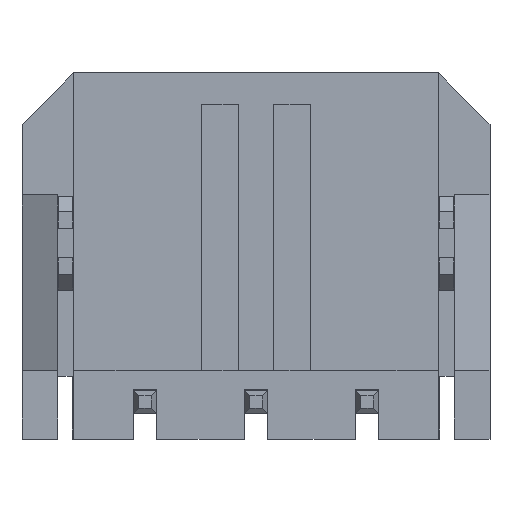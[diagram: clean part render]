
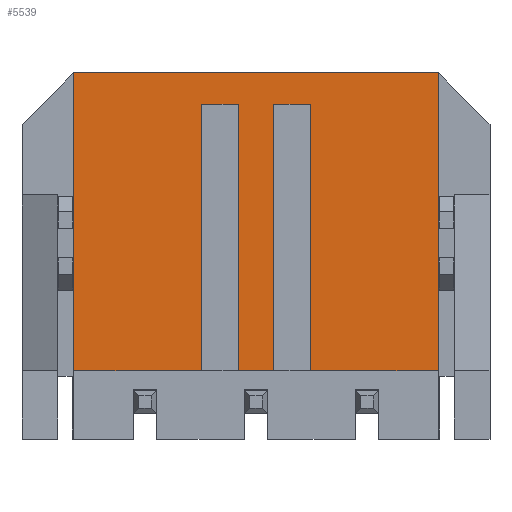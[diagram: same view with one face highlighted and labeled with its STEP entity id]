
A CAD part, front view. The second image highlights one B-rep face of the part: STEP entity #5539.
In plain terms, the highlighted planar face has unit normal (0, -1, 0).
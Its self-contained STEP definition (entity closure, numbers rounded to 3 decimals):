
#1609=DIRECTION('',(0.,0.,1.));
#1610=VECTOR('',#1609,7.2);
#1611=CARTESIAN_POINT('',(-0.475,-1.93,-3.1));
#1612=LINE('',#1611,#1610);
#1613=DIRECTION('',(1.,0.,0.));
#1614=VECTOR('',#1613,1.);
#1615=CARTESIAN_POINT('',(-1.475,-1.93,4.1));
#1616=LINE('',#1615,#1614);
#1617=DIRECTION('',(0.,0.,1.));
#1618=VECTOR('',#1617,7.2);
#1619=CARTESIAN_POINT('',(-1.475,-1.93,-3.1));
#1620=LINE('',#1619,#1618);
#1621=DIRECTION('',(-1.,0.,0.));
#1622=VECTOR('',#1621,3.45);
#1623=CARTESIAN_POINT('',(-1.475,-1.93,-3.1));
#1624=LINE('',#1623,#1622);
#1625=DIRECTION('',(0.,0.,-1.));
#1626=VECTOR('',#1625,8.05);
#1627=CARTESIAN_POINT('',(-4.925,-1.93,4.95));
#1628=LINE('',#1627,#1626);
#1629=DIRECTION('',(1.,0.,0.));
#1630=VECTOR('',#1629,9.85);
#1631=CARTESIAN_POINT('',(-4.925,-1.93,4.95));
#1632=LINE('',#1631,#1630);
#1633=DIRECTION('',(0.,0.,-1.));
#1634=VECTOR('',#1633,8.05);
#1635=CARTESIAN_POINT('',(4.925,-1.93,4.95));
#1636=LINE('',#1635,#1634);
#1637=DIRECTION('',(-1.,0.,0.));
#1638=VECTOR('',#1637,3.45);
#1639=CARTESIAN_POINT('',(4.925,-1.93,-3.1));
#1640=LINE('',#1639,#1638);
#1641=DIRECTION('',(0.,0.,1.));
#1642=VECTOR('',#1641,7.2);
#1643=CARTESIAN_POINT('',(1.475,-1.93,-3.1));
#1644=LINE('',#1643,#1642);
#1645=DIRECTION('',(-1.,0.,0.));
#1646=VECTOR('',#1645,1.);
#1647=CARTESIAN_POINT('',(1.475,-1.93,4.1));
#1648=LINE('',#1647,#1646);
#1649=DIRECTION('',(0.,0.,1.));
#1650=VECTOR('',#1649,7.2);
#1651=CARTESIAN_POINT('',(0.475,-1.93,-3.1));
#1652=LINE('',#1651,#1650);
#1653=DIRECTION('',(-1.,0.,0.));
#1654=VECTOR('',#1653,0.95);
#1655=CARTESIAN_POINT('',(0.475,-1.93,-3.1));
#1656=LINE('',#1655,#1654);
#2745=CARTESIAN_POINT('',(0.475,-1.93,-3.1));
#2746=CARTESIAN_POINT('',(0.475,-1.93,4.1));
#2747=VERTEX_POINT('',#2745);
#2748=VERTEX_POINT('',#2746);
#2749=CARTESIAN_POINT('',(1.475,-1.93,-3.1));
#2750=CARTESIAN_POINT('',(1.475,-1.93,4.1));
#2751=VERTEX_POINT('',#2749);
#2752=VERTEX_POINT('',#2750);
#3157=CARTESIAN_POINT('',(-4.925,-1.93,4.95));
#3158=CARTESIAN_POINT('',(-4.925,-1.93,-3.1));
#3159=VERTEX_POINT('',#3157);
#3160=VERTEX_POINT('',#3158);
#3161=CARTESIAN_POINT('',(4.925,-1.93,4.95));
#3162=CARTESIAN_POINT('',(4.925,-1.93,-3.1));
#3163=VERTEX_POINT('',#3161);
#3164=VERTEX_POINT('',#3162);
#3273=CARTESIAN_POINT('',(-0.475,-1.93,4.1));
#3274=VERTEX_POINT('',#3273);
#3275=CARTESIAN_POINT('',(-0.475,-1.93,-3.1));
#3276=VERTEX_POINT('',#3275);
#3277=CARTESIAN_POINT('',(-1.475,-1.93,-3.1));
#3278=VERTEX_POINT('',#3277);
#3279=CARTESIAN_POINT('',(-1.475,-1.93,4.1));
#3280=VERTEX_POINT('',#3279);
#5512=CARTESIAN_POINT('',(-6.325,-1.93,4.95));
#5513=DIRECTION('',(0.,-1.,0.));
#5514=DIRECTION('',(0.,0.,-1.));
#5515=AXIS2_PLACEMENT_3D('',#5512,#5513,#5514);
#5516=PLANE('',#5515);
#5518=ORIENTED_EDGE('',*,*,#5517,.T.);
#5520=ORIENTED_EDGE('',*,*,#5519,.F.);
#5522=ORIENTED_EDGE('',*,*,#5521,.F.);
#5523=ORIENTED_EDGE('',*,*,#5486,.T.);
#5525=ORIENTED_EDGE('',*,*,#5524,.F.);
#5526=ORIENTED_EDGE('',*,*,#3936,.T.);
#5528=ORIENTED_EDGE('',*,*,#5527,.T.);
#5529=ORIENTED_EDGE('',*,*,#5502,.T.);
#5531=ORIENTED_EDGE('',*,*,#5530,.T.);
#5533=ORIENTED_EDGE('',*,*,#5532,.T.);
#5535=ORIENTED_EDGE('',*,*,#5534,.F.);
#5536=ORIENTED_EDGE('',*,*,#5494,.T.);
#5537=EDGE_LOOP('',(#5518,#5520,#5522,#5523,#5525,#5526,#5528,#5529,#5531,#5533,
#5535,#5536));
#5538=FACE_OUTER_BOUND('',#5537,.F.);
#5539=ADVANCED_FACE('',(#5538),#5516,.T.);
#3936=EDGE_CURVE('',#3159,#3163,#1632,.T.);
#5486=EDGE_CURVE('',#3278,#3160,#1624,.T.);
#5494=EDGE_CURVE('',#2747,#3276,#1656,.T.);
#5502=EDGE_CURVE('',#3164,#2751,#1640,.T.);
#5517=EDGE_CURVE('',#3276,#3274,#1612,.T.);
#5519=EDGE_CURVE('',#3280,#3274,#1616,.T.);
#5521=EDGE_CURVE('',#3278,#3280,#1620,.T.);
#5524=EDGE_CURVE('',#3159,#3160,#1628,.T.);
#5527=EDGE_CURVE('',#3163,#3164,#1636,.T.);
#5530=EDGE_CURVE('',#2751,#2752,#1644,.T.);
#5532=EDGE_CURVE('',#2752,#2748,#1648,.T.);
#5534=EDGE_CURVE('',#2747,#2748,#1652,.T.);
